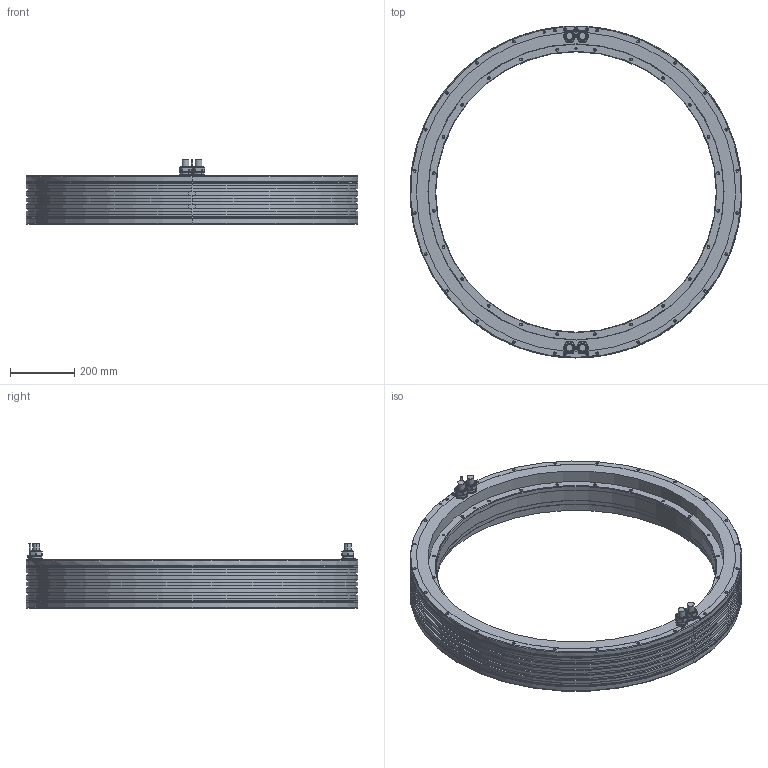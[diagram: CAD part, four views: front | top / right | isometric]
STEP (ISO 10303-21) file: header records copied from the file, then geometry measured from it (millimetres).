
FILE_DESCRIPTION((''),'2;1');
FILE_NAME('PRT0001','2016-06-01T',('ch5533'),(''),'PRO/ENGINEER BY PARAMETRIC TECHNOLOGY CORPORATION, 2014000','PRO/ENGINEER BY PARAMETRIC TECHNOLOGY CORPORATION, 2014000','');
FILE_SCHEMA(('CONFIG_CONTROL_DESIGN'));
Length unit declared in the file: millimetre
Products named in the file (1): PRT0001
Bounding box: 1030 x 1030 x 199.7 mm (x, y, z)
Volume: 29482612.3 mm3; surface area: 2137135.5 mm2
Topology: 4 solids, 23 shells, 1073 faces, 2625 edges, 1540 vertices
Faces by surface type: cylinder 485, cone 284, plane 194, torus 94, sphere 8, revolution 8
Entity records: 38377 total; most frequent: CARTESIAN_POINT 6138, DIRECTION 5851, ORIENTED_EDGE 4854, AXIS2_PLACEMENT_3D 2441, EDGE_CURVE 2427, VERTEX_POINT 1540, CIRCLE 1376, EDGE_LOOP 1251
